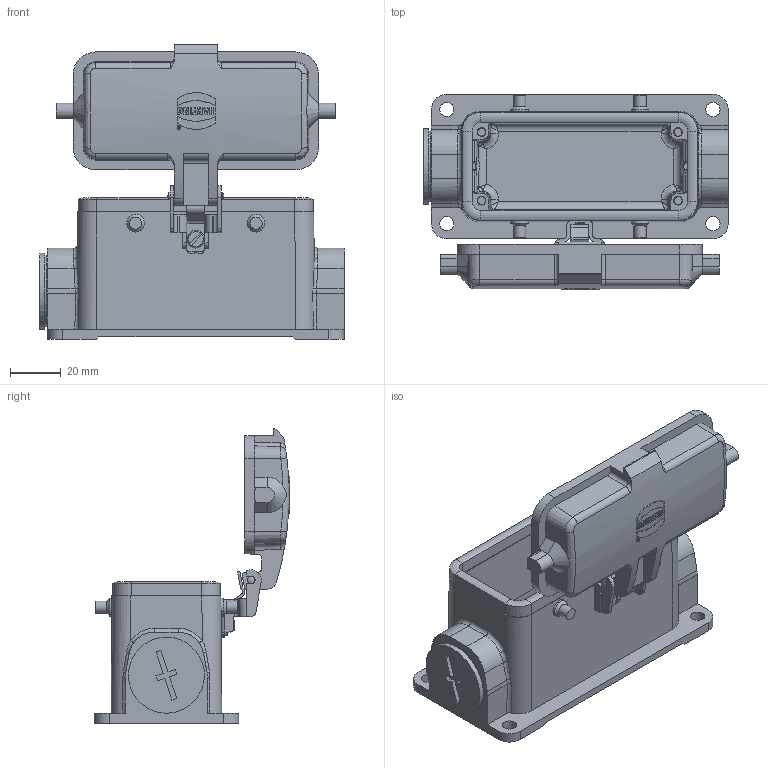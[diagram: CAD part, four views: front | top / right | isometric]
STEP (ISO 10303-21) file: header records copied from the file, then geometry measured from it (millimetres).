
FILE_DESCRIPTION((''),'2;1');
FILE_NAME('05300162273.stp','2020-07-09T12:53:30',('e.eickhoff'),(''),'Autodesk Inventor 2012','Autodesk Inventor 2012','');
FILE_SCHEMA(('AUTOMOTIVE_DESIGN { 1 0 10303 214 1 1 1 1 }'));
Length unit declared in the file: millimetre
Products named in the file (4): 05300162273; M25-PG21 Adapter; KBRM25
Assembly tree (4 placements, depth 2):
  05300162273
    05300162273
    M25-PG21 Adapter  x2
    KBRM25
Bounding box: 120 x 77.2 x 116.23 mm (x, y, z)
Volume: 114971.3 mm3; surface area: 69800.3 mm2
Topology: 5 solids, 5 shells, 649 faces, 1715 edges, 1096 vertices
Faces by surface type: plane 348, cylinder 199, bspline 52, cone 27, torus 21, sphere 2
Full cylindrical faces by diameter (mm): 1.006 x1, 1.477 x1, 3 x2, 4.8 x4, 5.6 x4, 7 x5, 24 x2, 25.5 x3, 28 x1, 28.3 x2, 29 x2, 30 x1
Entity records: 21972 total; most frequent: CARTESIAN_POINT 5700, DIRECTION 3272, ORIENTED_EDGE 3268, EDGE_CURVE 1634, AXIS2_PLACEMENT_3D 1155, VERTEX_POINT 1067, VECTOR 962, LINE 962
